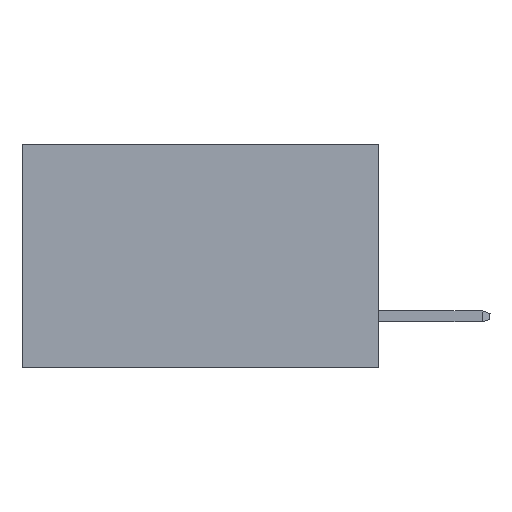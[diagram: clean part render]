
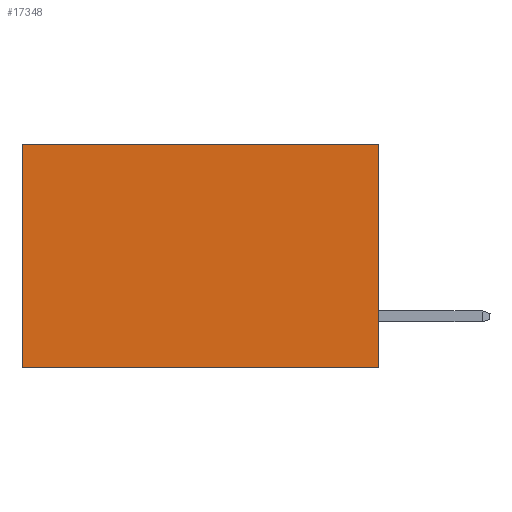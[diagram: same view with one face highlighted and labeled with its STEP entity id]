
A CAD part, left-side view. The second image highlights one B-rep face of the part: STEP entity #17348.
In plain terms, the highlighted planar face has unit normal (-1, 0, 0).
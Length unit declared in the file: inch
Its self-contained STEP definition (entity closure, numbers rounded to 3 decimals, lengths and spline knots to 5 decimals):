
#527 = ORIENTED_EDGE ( 'NONE', *, *, #6624, .T. ) ;
#873 = FACE_OUTER_BOUND ( 'NONE', #18103, .T. ) ;
#1235 = VERTEX_POINT ( 'NONE', #8397 ) ;
#2354 = EDGE_CURVE ( 'NONE', #1235, #2523, #17347, .T. ) ;
#2523 = VERTEX_POINT ( 'NONE', #13284 ) ;
#3469 = DIRECTION ( 'NONE',  ( 0., 0., -1. ) ) ;
#6624 = EDGE_CURVE ( 'NONE', #21787, #2523, #17867, .T. ) ;
#8397 = CARTESIAN_POINT ( 'NONE',  ( 0.277, 0., -0.37 ) ) ;
#8675 = DIRECTION ( 'NONE',  ( 0., 0., -1. ) ) ;
#8917 = CARTESIAN_POINT ( 'NONE',  ( 0.277, 0.59, -0.37 ) ) ;
#10518 = LINE ( 'NONE', #24369, #16315 ) ;
#11530 = DIRECTION ( 'NONE',  ( 0., 1., 0. ) ) ;
#11547 = VECTOR ( 'NONE', #11530, 39.37008 ) ;
#11751 = CARTESIAN_POINT ( 'NONE',  ( 0.277, 0., -0.37 ) ) ;
#11886 = EDGE_CURVE ( 'NONE', #14567, #1235, #27019, .T. ) ;
#13278 = ORIENTED_EDGE ( 'NONE', *, *, #11886, .F. ) ;
#13284 = CARTESIAN_POINT ( 'NONE',  ( 0.277, 0.59, -0.37 ) ) ;
#14256 = CARTESIAN_POINT ( 'NONE',  ( 0.277, 0., -0.37 ) ) ;
#14260 = ORIENTED_EDGE ( 'NONE', *, *, #20731, .T. ) ;
#14411 = CARTESIAN_POINT ( 'NONE',  ( 0.277, 0., 0. ) ) ;
#14567 = VERTEX_POINT ( 'NONE', #14411 ) ;
#16315 = VECTOR ( 'NONE', #20175, 39.37008 ) ;
#16479 = DIRECTION ( 'NONE',  ( 1., 0., 0. ) ) ;
#16497 = VECTOR ( 'NONE', #8675, 39.37008 ) ;
#17030 = AXIS2_PLACEMENT_3D ( 'NONE', #14256, #16479, #3469 ) ;
#17347 = LINE ( 'NONE', #11751, #11547 ) ;
#17348 = ADVANCED_FACE ( 'NONE', ( #873 ), #26963, .F. ) ;
#17442 = CARTESIAN_POINT ( 'NONE',  ( 0.277, 0.59, 0. ) ) ;
#17867 = LINE ( 'NONE', #8917, #16497 ) ;
#18103 = EDGE_LOOP ( 'NONE', ( #527, #19006, #13278, #14260 ) ) ;
#18660 = CARTESIAN_POINT ( 'NONE',  ( 0.277, 0., -0.37 ) ) ;
#19006 = ORIENTED_EDGE ( 'NONE', *, *, #2354, .F. ) ;
#20175 = DIRECTION ( 'NONE',  ( 0., 1., 0. ) ) ;
#20731 = EDGE_CURVE ( 'NONE', #14567, #21787, #10518, .T. ) ;
#20812 = VECTOR ( 'NONE', #26868, 39.37008 ) ;
#21787 = VERTEX_POINT ( 'NONE', #17442 ) ;
#24369 = CARTESIAN_POINT ( 'NONE',  ( 0.277, 0., 0. ) ) ;
#26868 = DIRECTION ( 'NONE',  ( 0., 0., -1. ) ) ;
#26963 = PLANE ( 'NONE',  #17030 ) ;
#27019 = LINE ( 'NONE', #18660, #20812 ) ;
